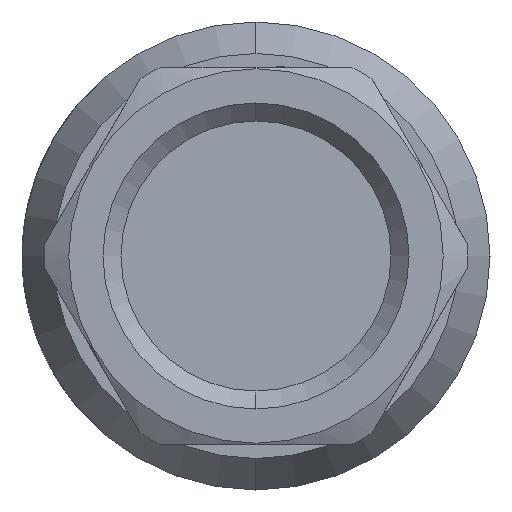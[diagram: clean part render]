
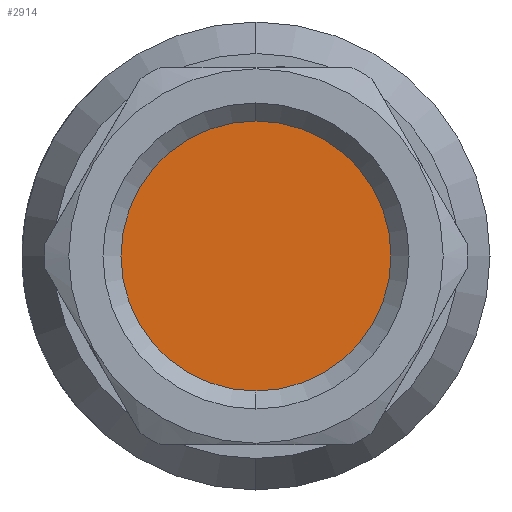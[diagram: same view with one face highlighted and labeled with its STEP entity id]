
A CAD part, left-side view. The second image highlights one B-rep face of the part: STEP entity #2914.
In plain terms, the highlighted planar face has unit normal (-1, 0, 0).
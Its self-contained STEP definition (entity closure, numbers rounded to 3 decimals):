
#813 = CARTESIAN_POINT ( 'NONE',  ( -54.5, 10.25, 0. ) ) ;
#817 = FACE_OUTER_BOUND ( 'NONE', #1608, .T. ) ;
#818 = PLANE ( 'NONE',  #3509 ) ;
#820 = DIRECTION ( 'NONE',  ( 1., 0., 0. ) ) ;
#821 = DIRECTION ( 'NONE',  ( 0., 0., -1. ) ) ;
#846 = CARTESIAN_POINT ( 'NONE',  ( -54.5, 0., -7.5 ) ) ;
#1074 = CARTESIAN_POINT ( 'NONE',  ( -54.5, 0., 0. ) ) ;
#1075 = DIRECTION ( 'NONE',  ( 1., 0., 0. ) ) ;
#1076 = DIRECTION ( 'NONE',  ( 0., 0., 1. ) ) ;
#1427 = CARTESIAN_POINT ( 'NONE',  ( -54.5, 0., 7.5 ) ) ;
#1608 = EDGE_LOOP ( 'NONE', ( #3199, #4072 ) ) ;
#2321 = VERTEX_POINT ( 'NONE', #1427 ) ;
#2914 = ADVANCED_FACE ( 'NONE', ( #817 ), #818, .F. ) ;
#2940 = VERTEX_POINT ( 'NONE', #846 ) ;
#3199 = ORIENTED_EDGE ( 'NONE', *, *, #3858, .F. ) ;
#3294 = AXIS2_PLACEMENT_3D ( 'NONE', #4241, #4242, #4243 ) ;
#3296 = CIRCLE ( 'NONE', #3294, 7.5 ) ;
#3509 = AXIS2_PLACEMENT_3D ( 'NONE', #813, #820, #821 ) ;
#3646 = CIRCLE ( 'NONE', #3679, 7.5 ) ;
#3679 = AXIS2_PLACEMENT_3D ( 'NONE', #1074, #1075, #1076 ) ;
#3858 = EDGE_CURVE ( 'NONE', #2321, #2940, #3296, .T. ) ;
#3924 = EDGE_CURVE ( 'NONE', #2940, #2321, #3646, .T. ) ;
#4072 = ORIENTED_EDGE ( 'NONE', *, *, #3924, .F. ) ;
#4241 = CARTESIAN_POINT ( 'NONE',  ( -54.5, 0., 0. ) ) ;
#4242 = DIRECTION ( 'NONE',  ( 1., 0., 0. ) ) ;
#4243 = DIRECTION ( 'NONE',  ( 0., 0., 1. ) ) ;
